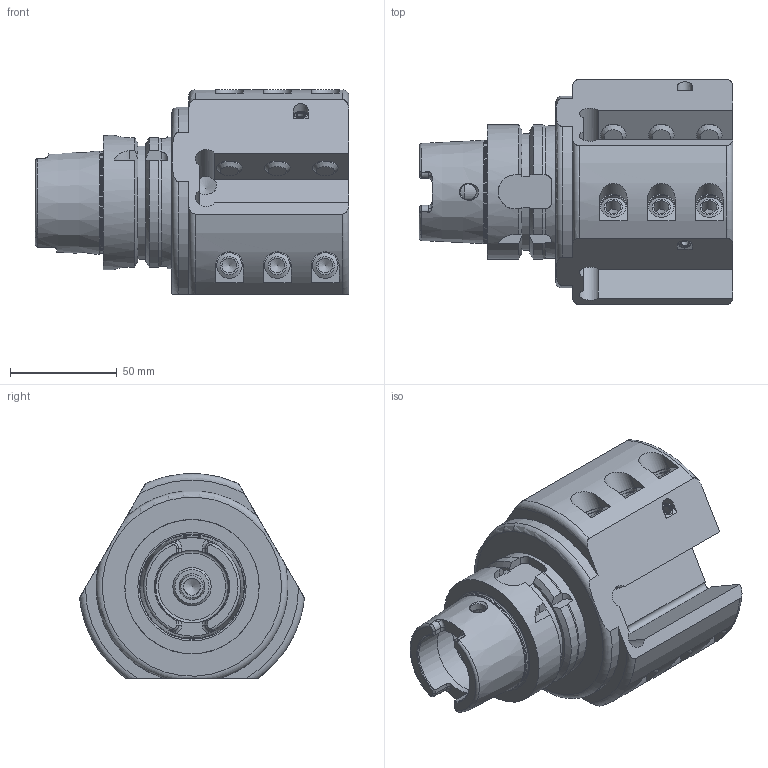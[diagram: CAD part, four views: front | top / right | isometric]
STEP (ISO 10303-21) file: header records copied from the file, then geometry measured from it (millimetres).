
FILE_DESCRIPTION((''),'2;1');
FILE_NAME('590075151115-3D.stp','2021-09-25T09:20:26',('nttooll'),(''),'Autodesk Inventor 2012','Autodesk Inventor 2012','');
FILE_SCHEMA(('AUTOMOTIVE_DESIGN { 1 0 10303 214 1 1 1 1 }'));
Length unit declared in the file: millimetre
Products named in the file (1): 590075151115-3D
Bounding box: 147 x 105.46 x 96 mm (x, y, z)
Volume: 550183.7 mm3; surface area: 82101.2 mm2
Topology: 1 solids, 3 shells, 390 faces, 962 edges, 619 vertices
Faces by surface type: plane 146, cylinder 128, cone 89, torus 21, sphere 6
Full cylindrical faces by diameter (mm): 2.887 x2, 3 x1, 3.464 x3, 4 x3, 4.3 x3, 5 x5, 5.2 x6, 6 x6, 6.928 x9, 7.5 x2, 8 x2, 10 x3, 10.5 x3, 11.3 x1, 12 x19, 16 x3, 18 x1, 34 x1, 34.5 x1, 40 x1, 48 x1, 62 x1, 63 x1
Entity records: 11135 total; most frequent: CARTESIAN_POINT 2962, DIRECTION 1738, ORIENTED_EDGE 1454, AXIS2_PLACEMENT_3D 746, EDGE_CURVE 727, EDGE_LOOP 600, VERTEX_POINT 543, FACE_OUTER_BOUND 390
